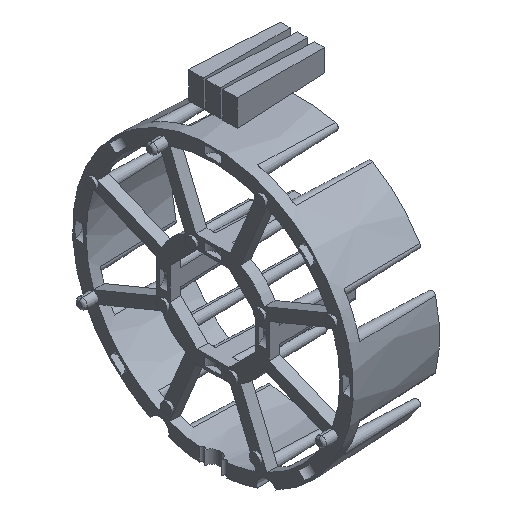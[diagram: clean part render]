
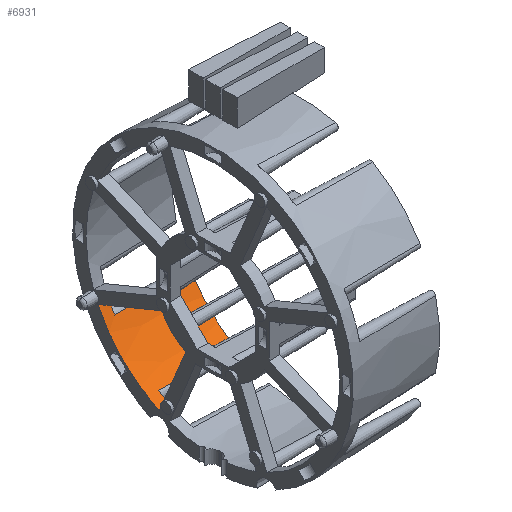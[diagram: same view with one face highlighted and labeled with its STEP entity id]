
A CAD part, isometric view. The second image highlights one B-rep face of the part: STEP entity #6931.
In plain terms, the highlighted conical face has half-angle 2 degrees and reference radius 23.317 mm.
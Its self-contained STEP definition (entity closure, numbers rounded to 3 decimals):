
#2071=CARTESIAN_POINT('',(16.583,0.,0.));
#2072=DIRECTION('',(-1.,0.,0.));
#2073=DIRECTION('',(0.,0.857,-0.515));
#2074=AXIS2_PLACEMENT_3D('',#2071,#2072,#2073);
#2544=CARTESIAN_POINT('',(0.383,0.,0.));
#2545=DIRECTION('',(1.,0.,0.));
#2546=DIRECTION('',(0.,0.424,-0.906));
#2547=AXIS2_PLACEMENT_3D('',#2544,#2545,#2546);
#2552=CARTESIAN_POINT('',(0.383,20.863,-9.762));
#2553=CARTESIAN_POINT('',(1.05,20.89,-9.76));
#2554=CARTESIAN_POINT('',(1.717,20.916,-9.759));
#2555=CARTESIAN_POINT('',(2.383,20.943,-9.757));
#2560=CARTESIAN_POINT('',(2.383,0.,0.));
#2561=DIRECTION('',(-1.,0.,0.));
#2562=DIRECTION('',(0.,0.906,-0.422));
#2563=AXIS2_PLACEMENT_3D('',#2560,#2561,#2562);
#2568=DIRECTION('',(-0.999,-0.03,0.018));
#2569=VECTOR('',#2568,14.209);
#2570=CARTESIAN_POINT('',(16.583,20.229,-12.155));
#2571=LINE('',#2570,#2569);
#2575=CARTESIAN_POINT('',(2.383,0.,0.));
#2576=DIRECTION('',(-1.,0.,0.));
#2577=DIRECTION('',(0.,0.515,-0.857));
#2578=AXIS2_PLACEMENT_3D('',#2575,#2576,#2577);
#2583=CARTESIAN_POINT('',(0.383,9.762,-20.863));
#2584=CARTESIAN_POINT('',(1.05,9.76,-20.89));
#2585=CARTESIAN_POINT('',(1.717,9.759,-20.916));
#2586=CARTESIAN_POINT('',(2.383,9.757,-20.943));
#2915=DIRECTION('',(-0.999,-0.018,0.03));
#2916=VECTOR('',#2915,14.209);
#2917=CARTESIAN_POINT('',(16.583,12.155,-20.229));
#2918=LINE('',#2917,#2916);
#5280=CARTESIAN_POINT('',(16.583,12.155,-20.229));
#5282=VERTEX_POINT('',#5280);
#5286=CARTESIAN_POINT('',(16.583,20.229,-12.155));
#5287=VERTEX_POINT('',#5286);
#5336=CARTESIAN_POINT('',(2.383,11.9,-19.804));
#5338=VERTEX_POINT('',#5336);
#5341=CARTESIAN_POINT('',(2.383,19.804,-11.9));
#5343=VERTEX_POINT('',#5341);
#5512=VERTEX_POINT('',#2583);
#5513=VERTEX_POINT('',#2586);
#5524=VERTEX_POINT('',#2552);
#5525=VERTEX_POINT('',#2555);
#6912=CARTESIAN_POINT('',(8.483,0.,0.));
#6913=DIRECTION('',(1.,0.,0.));
#6914=DIRECTION('',(0.,-0.5,-0.866));
#6915=AXIS2_PLACEMENT_3D('',#6912,#6913,#6914);
#6916=CONICAL_SURFACE('',#6915,23.317,2.);
#6917=ORIENTED_EDGE('',*,*,#5999,.T.);
#6919=ORIENTED_EDGE('',*,*,#6918,.T.);
#6920=ORIENTED_EDGE('',*,*,#6496,.T.);
#6922=ORIENTED_EDGE('',*,*,#6921,.F.);
#6923=ORIENTED_EDGE('',*,*,#6695,.T.);
#6925=ORIENTED_EDGE('',*,*,#6924,.T.);
#6926=ORIENTED_EDGE('',*,*,#6504,.T.);
#6928=ORIENTED_EDGE('',*,*,#6927,.F.);
#6929=EDGE_LOOP('',(#6917,#6919,#6920,#6922,#6923,#6925,#6926,#6928));
#6930=FACE_OUTER_BOUND('',#6929,.F.);
#6931=ADVANCED_FACE('',(#6930),#6916,.F.);
#2075=CIRCLE('',#2074,23.6);
#2548=CIRCLE('',#2547,23.034);
#2556=B_SPLINE_CURVE_WITH_KNOTS('',3,(#2552,#2553,#2554,#2555),.UNSPECIFIED.,
.F.,.F.,(4,4),(0.,1.),.UNSPECIFIED.);
#2564=CIRCLE('',#2563,23.104);
#2579=CIRCLE('',#2578,23.104);
#2587=B_SPLINE_CURVE_WITH_KNOTS('',3,(#2583,#2584,#2585,#2586),.UNSPECIFIED.,
.F.,.F.,(4,4),(0.,1.),.UNSPECIFIED.);
#5999=EDGE_CURVE('',#5512,#5524,#2548,.T.);
#6496=EDGE_CURVE('',#5525,#5343,#2564,.T.);
#6504=EDGE_CURVE('',#5338,#5513,#2579,.T.);
#6695=EDGE_CURVE('',#5287,#5282,#2075,.T.);
#6918=EDGE_CURVE('',#5524,#5525,#2556,.T.);
#6921=EDGE_CURVE('',#5287,#5343,#2571,.T.);
#6924=EDGE_CURVE('',#5282,#5338,#2918,.T.);
#6927=EDGE_CURVE('',#5512,#5513,#2587,.T.);
